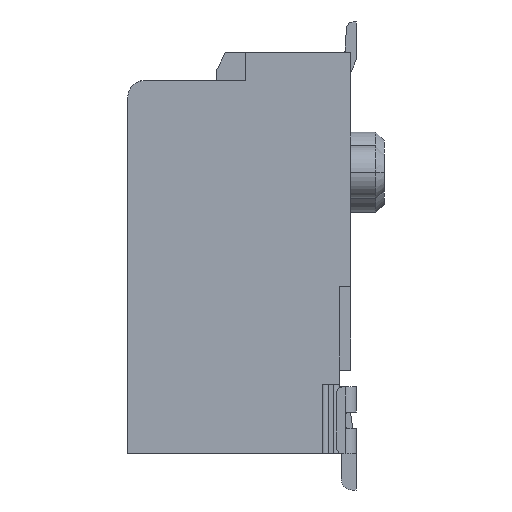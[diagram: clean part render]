
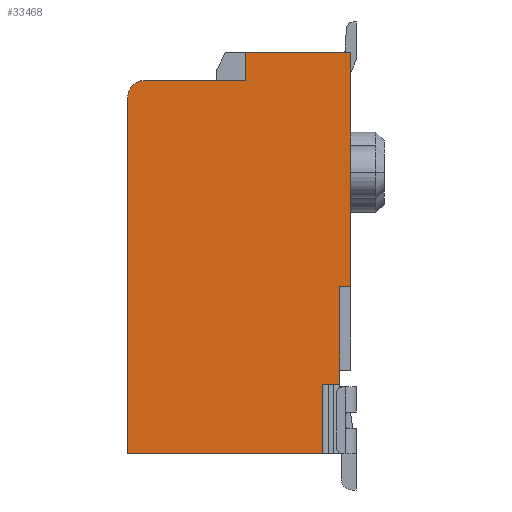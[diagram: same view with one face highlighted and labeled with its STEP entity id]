
A CAD part, left-side view. The second image highlights one B-rep face of the part: STEP entity #33468.
In plain terms, the highlighted planar face has unit normal (-1, 0, 0).
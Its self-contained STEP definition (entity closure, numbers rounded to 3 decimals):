
#337 = VECTOR ( 'NONE', #46353, 1000. ) ;
#949 = LINE ( 'NONE', #11676, #16100 ) ;
#963 = ORIENTED_EDGE ( 'NONE', *, *, #8148, .F. ) ;
#1109 = CARTESIAN_POINT ( 'NONE',  ( -10.95, 3.6, -2. ) ) ;
#1349 = LINE ( 'NONE', #45413, #25794 ) ;
#1648 = CARTESIAN_POINT ( 'NONE',  ( -10.95, -2.35, 1.8 ) ) ;
#1822 = CARTESIAN_POINT ( 'NONE',  ( -10.95, -3.6, 1.5 ) ) ;
#1977 = VERTEX_POINT ( 'NONE', #17380 ) ;
#2127 = DIRECTION ( 'NONE',  ( 0., 0., -1. ) ) ;
#2342 = LINE ( 'NONE', #1648, #17084 ) ;
#2499 = CARTESIAN_POINT ( 'NONE',  ( -10.95, 3.6, 2. ) ) ;
#3211 = LINE ( 'NONE', #17310, #337 ) ;
#3617 = CARTESIAN_POINT ( 'NONE',  ( -10.95, 2.8, -2. ) ) ;
#4303 = LINE ( 'NONE', #39400, #23870 ) ;
#4666 = FACE_OUTER_BOUND ( 'NONE', #30568, .T. ) ;
#5089 = VECTOR ( 'NONE', #31004, 1000. ) ;
#5128 = CARTESIAN_POINT ( 'NONE',  ( -10.95, 3.6, 0.12 ) ) ;
#6527 = VERTEX_POINT ( 'NONE', #22007 ) ;
#6772 = ORIENTED_EDGE ( 'NONE', *, *, #34730, .T. ) ;
#6938 = VERTEX_POINT ( 'NONE', #7620 ) ;
#7620 = CARTESIAN_POINT ( 'NONE',  ( -10.95, -2.35, 1.5 ) ) ;
#7646 = LINE ( 'NONE', #3617, #19562 ) ;
#8148 = EDGE_CURVE ( 'NONE', #34668, #23161, #4303, .T. ) ;
#8616 = ORIENTED_EDGE ( 'NONE', *, *, #27995, .T. ) ;
#10121 = ORIENTED_EDGE ( 'NONE', *, *, #11454, .F. ) ;
#11353 = PLANE ( 'NONE',  #13161 ) ;
#11454 = EDGE_CURVE ( 'NONE', #14612, #6938, #2342, .T. ) ;
#11676 = CARTESIAN_POINT ( 'NONE',  ( -10.95, 3.6, 0.12 ) ) ;
#11773 = LINE ( 'NONE', #18691, #26896 ) ;
#12511 = EDGE_CURVE ( 'NONE', #13474, #32963, #949, .T. ) ;
#13161 = AXIS2_PLACEMENT_3D ( 'NONE', #1109, #22321, #25884 ) ;
#13474 = VERTEX_POINT ( 'NONE', #5128 ) ;
#14612 = VERTEX_POINT ( 'NONE', #32927 ) ;
#15116 = DIRECTION ( 'NONE',  ( 0., 1., 0. ) ) ;
#15555 = VECTOR ( 'NONE', #16769, 1000. ) ;
#16100 = VECTOR ( 'NONE', #37387, 1000. ) ;
#16769 = DIRECTION ( 'NONE',  ( 0., 0., -1. ) ) ;
#16952 = ORIENTED_EDGE ( 'NONE', *, *, #24592, .F. ) ;
#17084 = VECTOR ( 'NONE', #2127, 1000. ) ;
#17181 = LINE ( 'NONE', #17409, #5089 ) ;
#17310 = CARTESIAN_POINT ( 'NONE',  ( -10.95, -3.6, -2. ) ) ;
#17380 = CARTESIAN_POINT ( 'NONE',  ( -10.95, 3.1, -1.7 ) ) ;
#17409 = CARTESIAN_POINT ( 'NONE',  ( -10.95, 3.6, 0.12 ) ) ;
#18311 = DIRECTION ( 'NONE',  ( -1., 0., 0. ) ) ;
#18691 = CARTESIAN_POINT ( 'NONE',  ( -10.95, -2.35, 1.8 ) ) ;
#19212 = CARTESIAN_POINT ( 'NONE',  ( -10.95, -3.6, -2. ) ) ;
#19562 = VECTOR ( 'NONE', #32912, 1000. ) ;
#21046 = ORIENTED_EDGE ( 'NONE', *, *, #35175, .T. ) ;
#21490 = EDGE_CURVE ( 'NONE', #14612, #23161, #11773, .T. ) ;
#22007 = CARTESIAN_POINT ( 'NONE',  ( -10.95, 2.8, -2. ) ) ;
#22321 = DIRECTION ( 'NONE',  ( -1., 0., 0. ) ) ;
#22576 = CARTESIAN_POINT ( 'NONE',  ( -10.95, -0.6, 2. ) ) ;
#23004 = CARTESIAN_POINT ( 'NONE',  ( -10.95, -3.6, 1.5 ) ) ;
#23161 = VERTEX_POINT ( 'NONE', #36005 ) ;
#23278 = ORIENTED_EDGE ( 'NONE', *, *, #30430, .F. ) ;
#23809 = CARTESIAN_POINT ( 'NONE',  ( -10.95, 3.1, 0.12 ) ) ;
#23870 = VECTOR ( 'NONE', #39616, 1000. ) ;
#24387 = ORIENTED_EDGE ( 'NONE', *, *, #24411, .T. ) ;
#24411 = EDGE_CURVE ( 'NONE', #6527, #33438, #7646, .T. ) ;
#24592 = EDGE_CURVE ( 'NONE', #13474, #33207, #17181, .T. ) ;
#24869 = AXIS2_PLACEMENT_3D ( 'NONE', #33554, #18311, #32626 ) ;
#25794 = VECTOR ( 'NONE', #29939, 1000. ) ;
#25884 = DIRECTION ( 'NONE',  ( 0., 0., 1. ) ) ;
#26843 = DIRECTION ( 'NONE',  ( 0., 1., 0. ) ) ;
#26896 = VECTOR ( 'NONE', #15116, 1000. ) ;
#27320 = LINE ( 'NONE', #1822, #35297 ) ;
#27995 = EDGE_CURVE ( 'NONE', #1977, #6527, #34712, .T. ) ;
#29939 = DIRECTION ( 'NONE',  ( 0., -1., 0. ) ) ;
#30430 = EDGE_CURVE ( 'NONE', #33207, #34668, #1349, .T. ) ;
#30568 = EDGE_LOOP ( 'NONE', ( #21046, #8616, #24387, #36090, #6772, #10121, #32286, #963, #23278, #16952, #38419 ) ) ;
#31004 = DIRECTION ( 'NONE',  ( 0., 0., 1. ) ) ;
#32286 = ORIENTED_EDGE ( 'NONE', *, *, #21490, .T. ) ;
#32626 = DIRECTION ( 'NONE',  ( 0., 1., 0. ) ) ;
#32912 = DIRECTION ( 'NONE',  ( 0., -1., 0. ) ) ;
#32927 = CARTESIAN_POINT ( 'NONE',  ( -10.95, -2.35, 1.8 ) ) ;
#32963 = VERTEX_POINT ( 'NONE', #23809 ) ;
#33207 = VERTEX_POINT ( 'NONE', #2499 ) ;
#33438 = VERTEX_POINT ( 'NONE', #19212 ) ;
#33468 = ADVANCED_FACE ( 'NONE', ( #4666 ), #11353, .T. ) ;
#33554 = CARTESIAN_POINT ( 'NONE',  ( -10.95, 2.8, -1.7 ) ) ;
#34668 = VERTEX_POINT ( 'NONE', #22576 ) ;
#34712 = CIRCLE ( 'NONE', #24869, 0.3 ) ;
#34730 = EDGE_CURVE ( 'NONE', #41134, #6938, #27320, .T. ) ;
#34954 = EDGE_CURVE ( 'NONE', #33438, #41134, #3211, .T. ) ;
#35175 = EDGE_CURVE ( 'NONE', #32963, #1977, #45816, .T. ) ;
#35297 = VECTOR ( 'NONE', #26843, 1000. ) ;
#36005 = CARTESIAN_POINT ( 'NONE',  ( -10.95, -0.6, 1.8 ) ) ;
#36090 = ORIENTED_EDGE ( 'NONE', *, *, #34954, .T. ) ;
#37387 = DIRECTION ( 'NONE',  ( 0., -1., 0. ) ) ;
#38419 = ORIENTED_EDGE ( 'NONE', *, *, #12511, .T. ) ;
#39400 = CARTESIAN_POINT ( 'NONE',  ( -10.95, -0.6, 2. ) ) ;
#39616 = DIRECTION ( 'NONE',  ( 0., 0., -1. ) ) ;
#41134 = VERTEX_POINT ( 'NONE', #23004 ) ;
#44893 = CARTESIAN_POINT ( 'NONE',  ( -10.95, 3.1, 0.12 ) ) ;
#45413 = CARTESIAN_POINT ( 'NONE',  ( -10.95, 3.6, 2. ) ) ;
#45816 = LINE ( 'NONE', #44893, #15555 ) ;
#46353 = DIRECTION ( 'NONE',  ( 0., 0., 1. ) ) ;
